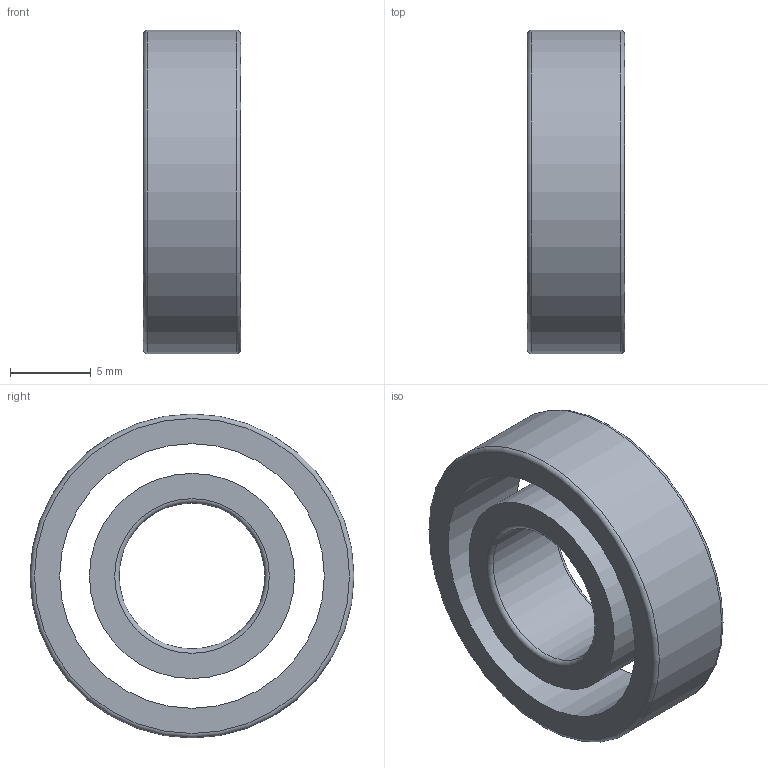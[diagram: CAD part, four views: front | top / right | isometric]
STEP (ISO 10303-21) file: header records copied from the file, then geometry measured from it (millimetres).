
FILE_DESCRIPTION(/* description */ ('滚动轴承'),/* implementation_level */ '2;1');
FILE_NAME(/* name */ 'ISO 1224 - 19 9 x 20 x 6.stp',/* time_stamp */ '2022-05-28T14:28:20+08:00',/* author */ ('zhcne'),/* organization */ (''),/* preprocessor_version */ 'ST-DEVELOPER v18.1',/* originating_system */ 'Autodesk Inventor 2022',/* authorisation */ '');
FILE_SCHEMA (('AUTOMOTIVE_DESIGN { 1 0 10303 214 3 1 1 }'));
Length unit declared in the file: millimetre
Products named in the file (1): ISO 1224 - 19 9 x  20 x  6
Bounding box: 6 x 20 x 20 mm (x, y, z)
Volume: 999.2 mm3; surface area: 1405.8 mm2
Topology: 2 solids, 2 shells, 12 faces, 24 edges, 16 vertices
Faces by surface type: torus 4, cylinder 4, plane 4
Full cylindrical faces by diameter (mm): 9 x1, 12.667 x1, 16.333 x1, 20 x1
Entity records: 376 total; most frequent: DIRECTION 70, CARTESIAN_POINT 53, ORIENTED_EDGE 48, AXIS2_PLACEMENT_3D 33, EDGE_CURVE 24, CIRCLE 20, EDGE_LOOP 16, VERTEX_POINT 16
